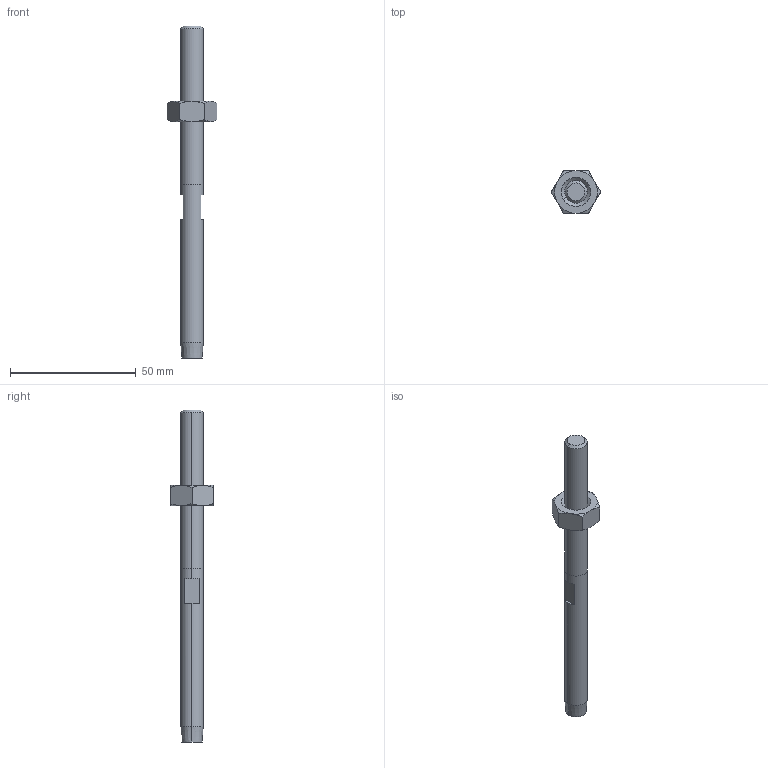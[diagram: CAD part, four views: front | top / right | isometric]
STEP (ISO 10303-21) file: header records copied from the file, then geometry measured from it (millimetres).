
FILE_DESCRIPTION (( 'STEP AP214' ), '1' );
FILE_NAME ('A14_L5-5.STEP', '2022-05-04T09:44:19', ( '' ), ( '' ), 'SwSTEP 2.0', 'SolidWorks 2019', '' );
FILE_SCHEMA (( 'AUTOMOTIVE_DESIGN' ));
Length unit declared in the file: millimetre
Products named in the file (3): MATICA DIN 934_MATICA M10; A14_L5-5; A14_L5-5.P1
Assembly tree (2 placements, depth 2):
  A14_L5-5
    A14_L5-5.P1
    MATICA DIN 934_MATICA M10
Bounding box: 19.6 x 16.97 x 132 mm (x, y, z)
Volume: 8643.1 mm3; surface area: 5694 mm2
Topology: 2 solids, 2 shells, 47 faces, 116 edges, 73 vertices
Faces by surface type: cone 22, plane 17, cylinder 8
Entity records: 1618 total; most frequent: CARTESIAN_POINT 367, DIRECTION 238, ORIENTED_EDGE 228, EDGE_CURVE 114, AXIS2_PLACEMENT_3D 96, VERTEX_POINT 73, EDGE_LOOP 51, FACE_OUTER_BOUND 47
